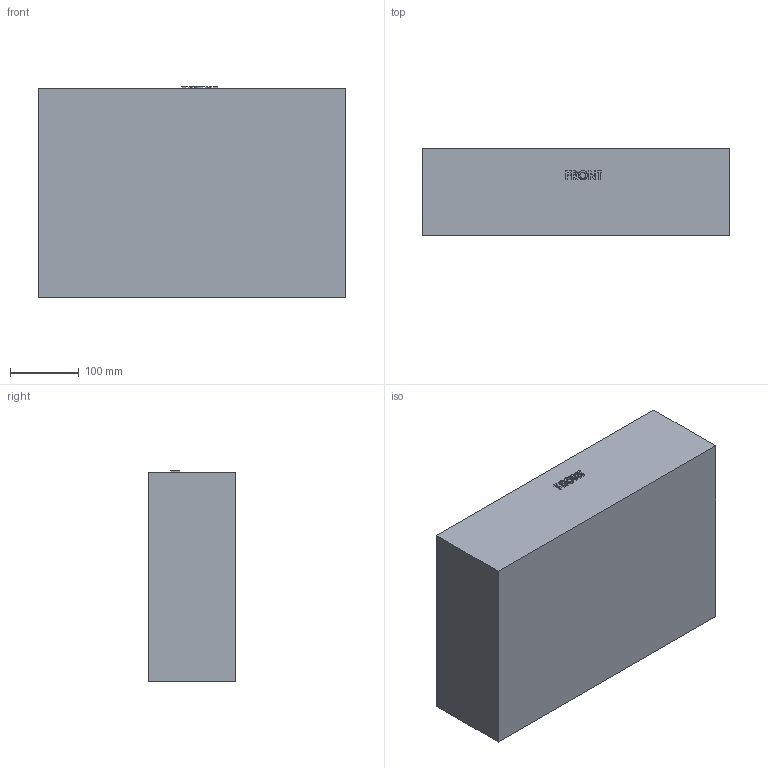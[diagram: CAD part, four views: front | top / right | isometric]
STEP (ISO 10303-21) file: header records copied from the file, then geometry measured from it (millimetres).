
FILE_DESCRIPTION (( 'STEP AP203' ), '1' );
FILE_NAME ('1500bot- rev G.STEP', '2005-05-06T00:15:06', ( ' ' ), ( ' ' ), 'SwSTEP 2.0', 'SolidWorks 2004286', '' );
FILE_SCHEMA (( 'CONFIG_CONTROL_DESIGN' ));
Length unit declared in the file: inch
Products named in the file (1): 1500bot- rev G
Bounding box: 445.64 x 127 x 305.81 mm (x, y, z)
Volume: 3678926.7 mm3; surface area: 601522.5 mm2
Topology: 1 solids, 1 shells, 130 faces, 293 edges, 186 vertices
Faces by surface type: plane 77, cylinder 36, bspline 13, sphere 4
Entity records: 5058 total; most frequent: CARTESIAN_POINT 2215, ORIENTED_EDGE 578, DIRECTION 515, EDGE_CURVE 289, LINE 195, VECTOR 195, VERTEX_POINT 186, AXIS2_PLACEMENT_3D 160
